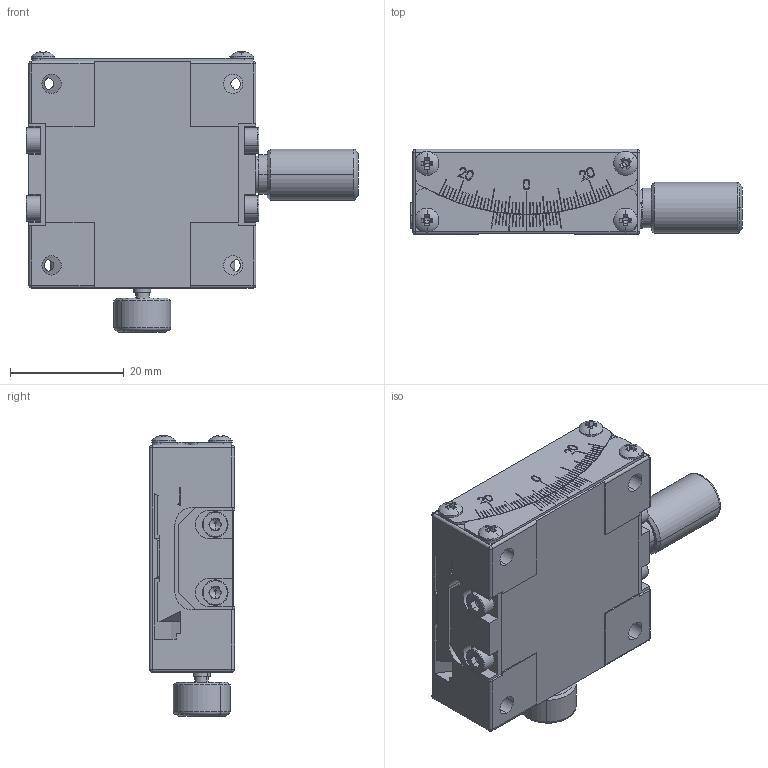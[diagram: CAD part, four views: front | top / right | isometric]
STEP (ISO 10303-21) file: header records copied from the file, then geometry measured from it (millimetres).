
FILE_DESCRIPTION (( 'STEP AP203' ), '1' );
FILE_NAME ('MXG4-25CS.STEP', '2021-02-23T03:41:39', ( '' ), ( '' ), 'SwSTEP 2.0', 'SolidWorks 2020', '' );
FILE_SCHEMA (( 'CONFIG_CONTROL_DESIGN' ));
Length unit declared in the file: millimetre
Products named in the file (1): MXG4-25CS
Bounding box: 58.5 x 15 x 49.41 mm (x, y, z)
Volume: 23729.8 mm3; surface area: 11812.4 mm2
Topology: 5 solids, 6 shells, 866 faces, 2133 edges, 1357 vertices
Faces by surface type: plane 604, cylinder 125, cone 66, bspline 39, torus 16, sphere 16
Entity records: 29076 total; most frequent: CARTESIAN_POINT 8684, ORIENTED_EDGE 4214, DIRECTION 4041, EDGE_CURVE 2107, VECTOR 1477, LINE 1477, VERTEX_POINT 1357, AXIS2_PLACEMENT_3D 1282
